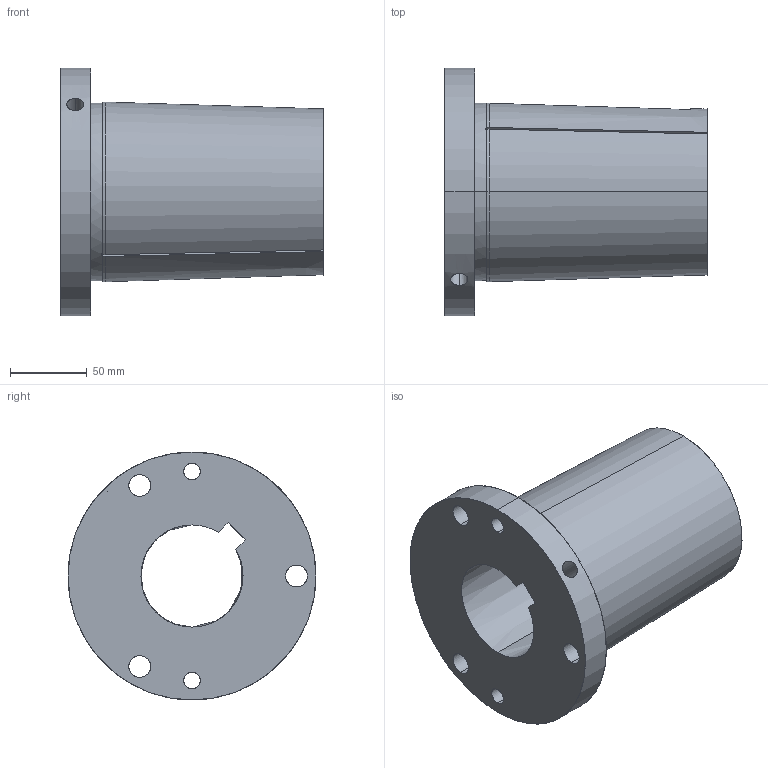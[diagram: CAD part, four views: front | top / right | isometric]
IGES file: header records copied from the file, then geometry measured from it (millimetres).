
Start section: SolidWorks IGES file using analytic representation for surfaces
Global section: file name: S1S2_2_0726156547985.igs; native system: SolidWorks 2017; preprocessor: SolidWorks 2017; author: partstream; date: 170726.015706; units: inch
Bounding box: 171.45 x 161.93 x 161.93 mm (x, y, z)
Surface area: 154258.2 mm2 (no closed solid volume)
Topology: 0 solids, 0 shells, 88 faces, 1338 edges, 1338 vertices
Faces by surface type: bspline 60, revolution 28
